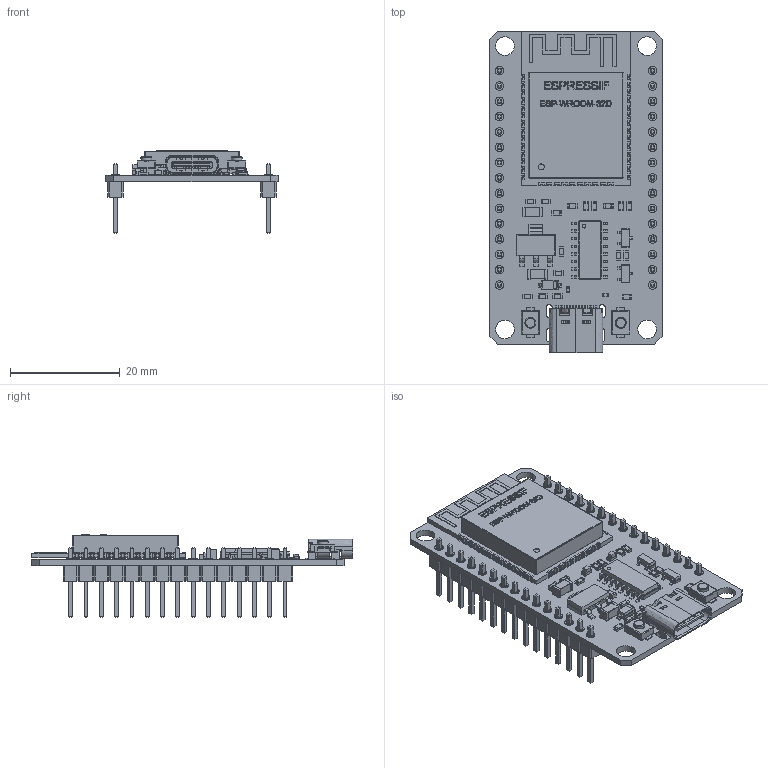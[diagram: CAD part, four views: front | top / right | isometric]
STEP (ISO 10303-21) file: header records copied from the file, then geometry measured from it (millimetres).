
FILE_DESCRIPTION(('FreeCAD Model'),'2;1');
FILE_NAME('Open CASCADE Shape Model','2025-05-02T11:59:30',('FreeCAD'),( 'FreeCAD'),'Open CASCADE STEP processor 7.6','FreeCAD','Unknown');
FILE_SCHEMA(('AUTOMOTIVE_DESIGN { 1 0 10303 214 1 1 1 1 }'));
Products named in the file (1): Open CASCADE STEP translator 7.6 1
Bounding box: 31.39 x 58.54 x 15.03 mm (x, y, z)
Volume: 3826.9 mm3; surface area: 9914.4 mm2
Topology: 159 solids, 199 shells, 4335 faces, 10712 edges, 6908 vertices
Faces by surface type: bspline 4335
Entity records: 120914 total; most frequent: CARTESIAN_POINT 54935, ORIENTED_EDGE 21424, EDGE_CURVE 10712, B_SPLINE_CURVE_WITH_KNOTS 9244, VERTEX_POINT 6908, FACE_BOUND 4664, EDGE_LOOP 4664, ADVANCED_FACE 4335
